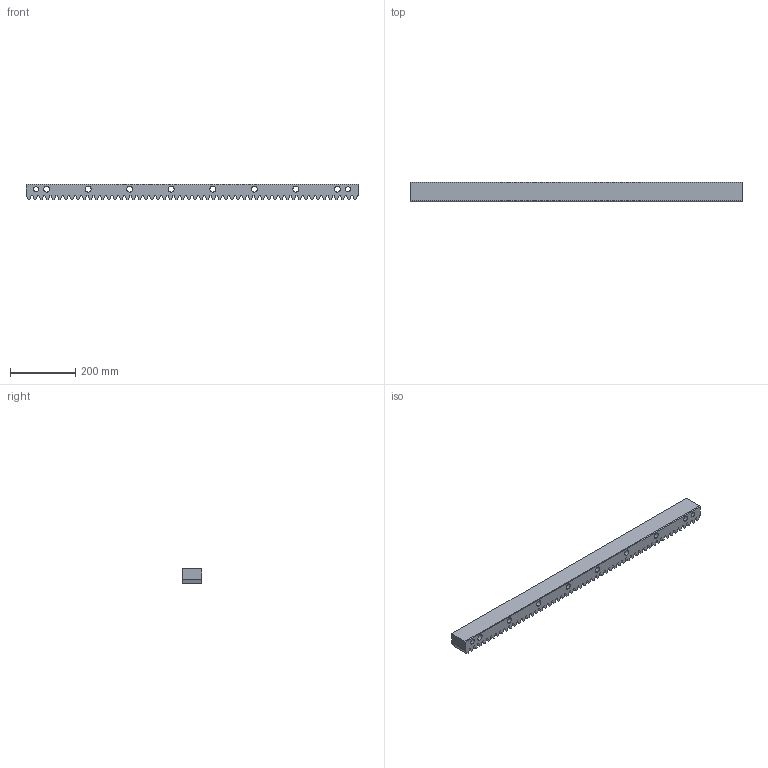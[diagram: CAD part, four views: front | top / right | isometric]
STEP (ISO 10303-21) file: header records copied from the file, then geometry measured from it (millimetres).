
FILE_DESCRIPTION(('STEP AP214'),'1');
FILE_NAME('144-060-410.stp','2017-10-09T11:44:59',('TraceParts'),('TraceParts S.A.'),'Spatial InterOp 3D',' ',' ');
FILE_SCHEMA(('automotive_design'));
Length unit declared in the file: millimetre
Products named in the file (1): 144-060-410
Bounding box: 1016.98 x 59 x 49 mm (x, y, z)
Volume: 2376323.5 mm3; surface area: 301056 mm2
Topology: 1 solids, 1 shells, 267 faces, 771 edges, 514 vertices
Faces by surface type: plane 231, cylinder 36
Entity records: 10858 total; most frequent: CARTESIAN_POINT 1553, ORIENTED_EDGE 1542, DIRECTION 1379, EDGE_CURVE 771, LINE 699, VECTOR 699, VERTEX_POINT 514, AXIS2_PLACEMENT_3D 340
